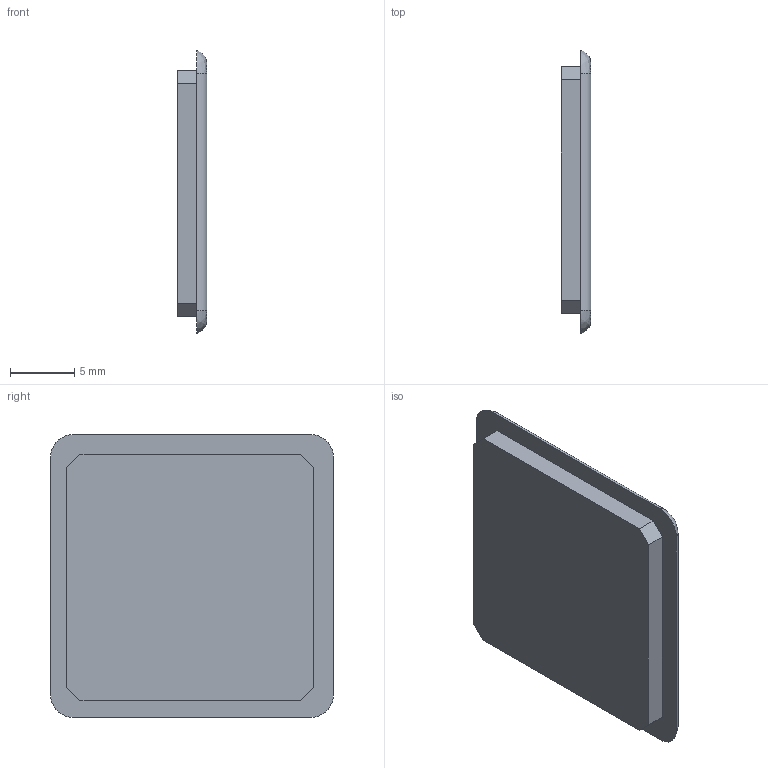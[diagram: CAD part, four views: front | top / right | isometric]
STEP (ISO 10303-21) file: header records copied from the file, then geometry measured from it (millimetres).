
FILE_DESCRIPTION(/* description */ (''),/* implementation_level */ '2;1');
FILE_NAME(/* name */ '1006353A-exact-CAP.step',/* time_stamp */ '2019-04-03T18:17:28-05:00',/* author */ (''),/* organization */ (''),/* preprocessor_version */ 'ST-DEVELOPER v17.2',/* originating_system */ 'Autodesk Translation Framework v7.6.0.251',/* authorisation */ '');
FILE_SCHEMA (('AUTOMOTIVE_DESIGN { 1 0 10303 214 3 1 1 }'));
Length unit declared in the file: inch
Products named in the file (1): 1006353A-exact-CAP
Bounding box: 2.29 x 21.97 x 21.97 mm (x, y, z)
Volume: 906.9 mm3; surface area: 1103.1 mm2
Topology: 1 solids, 1 shells, 19 faces, 48 edges, 32 vertices
Faces by surface type: plane 11, cylinder 4, bspline 4
Entity records: 636 total; most frequent: CARTESIAN_POINT 132, ORIENTED_EDGE 96, DIRECTION 96, EDGE_CURVE 48, LINE 32, VECTOR 32, VERTEX_POINT 32, AXIS2_PLACEMENT_3D 32
